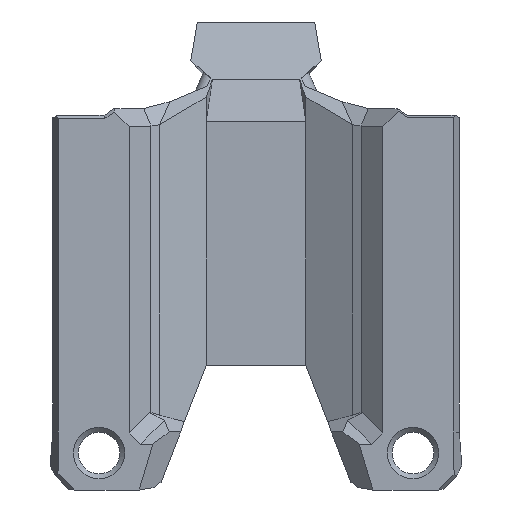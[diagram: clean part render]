
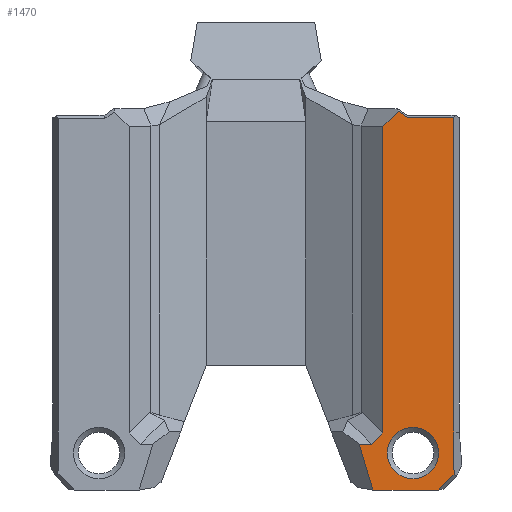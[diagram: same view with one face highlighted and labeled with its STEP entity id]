
A CAD part, front view. The second image highlights one B-rep face of the part: STEP entity #1470.
In plain terms, the highlighted face is planar.
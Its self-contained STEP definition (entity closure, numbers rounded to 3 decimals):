
#29=FACE_BOUND('',#128,.T.);
#33=CIRCLE('',#1563,2.1);
#50=FACE_OUTER_BOUND('',#127,.T.);
#127=EDGE_LOOP('',(#1003,#1004,#1005,#1006,#1007,#1008,#1009,#1010,#1011,
#1012,#1013));
#128=EDGE_LOOP('',(#1014));
#218=LINE('',#2074,#421);
#226=LINE('',#2089,#429);
#227=LINE('',#2092,#430);
#234=LINE('',#2106,#437);
#235=LINE('',#2108,#438);
#236=LINE('',#2110,#439);
#237=LINE('',#2112,#440);
#238=LINE('',#2114,#441);
#239=LINE('',#2116,#442);
#240=LINE('',#2118,#443);
#241=LINE('',#2119,#444);
#421=VECTOR('',#1676,1000.);
#429=VECTOR('',#1688,10.);
#430=VECTOR('',#1691,1000.);
#437=VECTOR('',#1702,1000.);
#438=VECTOR('',#1703,1000.);
#439=VECTOR('',#1704,1000.);
#440=VECTOR('',#1705,1000.);
#441=VECTOR('',#1706,1000.);
#442=VECTOR('',#1707,1000.);
#443=VECTOR('',#1708,1000.);
#444=VECTOR('',#1709,1000.);
#621=VERTEX_POINT('',#2071);
#622=VERTEX_POINT('',#2073);
#627=VERTEX_POINT('',#2087);
#628=VERTEX_POINT('',#2091);
#633=VERTEX_POINT('',#2105);
#634=VERTEX_POINT('',#2107);
#635=VERTEX_POINT('',#2109);
#636=VERTEX_POINT('',#2111);
#637=VERTEX_POINT('',#2113);
#638=VERTEX_POINT('',#2115);
#639=VERTEX_POINT('',#2117);
#640=VERTEX_POINT('',#2120);
#764=EDGE_CURVE('',#622,#621,#218,.T.);
#772=EDGE_CURVE('',#627,#621,#226,.T.);
#773=EDGE_CURVE('',#628,#622,#227,.T.);
#780=EDGE_CURVE('',#627,#633,#234,.T.);
#781=EDGE_CURVE('',#633,#634,#235,.T.);
#782=EDGE_CURVE('',#634,#635,#236,.T.);
#783=EDGE_CURVE('',#635,#636,#237,.T.);
#784=EDGE_CURVE('',#636,#637,#238,.T.);
#785=EDGE_CURVE('',#637,#638,#239,.T.);
#786=EDGE_CURVE('',#638,#639,#240,.T.);
#787=EDGE_CURVE('',#628,#639,#241,.T.);
#788=EDGE_CURVE('',#640,#640,#33,.T.);
#1003=ORIENTED_EDGE('',*,*,#772,.F.);
#1004=ORIENTED_EDGE('',*,*,#780,.T.);
#1005=ORIENTED_EDGE('',*,*,#781,.T.);
#1006=ORIENTED_EDGE('',*,*,#782,.T.);
#1007=ORIENTED_EDGE('',*,*,#783,.T.);
#1008=ORIENTED_EDGE('',*,*,#784,.T.);
#1009=ORIENTED_EDGE('',*,*,#785,.T.);
#1010=ORIENTED_EDGE('',*,*,#786,.T.);
#1011=ORIENTED_EDGE('',*,*,#787,.F.);
#1012=ORIENTED_EDGE('',*,*,#773,.T.);
#1013=ORIENTED_EDGE('',*,*,#764,.T.);
#1014=ORIENTED_EDGE('',*,*,#788,.T.);
#1399=PLANE('',#1562);
#1470=ADVANCED_FACE('',(#50,#29),#1399,.F.);
#1562=AXIS2_PLACEMENT_3D('',#2104,#1700,#1701);
#1563=AXIS2_PLACEMENT_3D('',#2121,#1710,#1711);
#1676=DIRECTION('',(0.,0.002,1.));
#1688=DIRECTION('',(0.,0.,-1.));
#1691=DIRECTION('',(0.,-0.707,0.707));
#1700=DIRECTION('center_axis',(1.,0.,0.));
#1701=DIRECTION('ref_axis',(0.,1.,0.));
#1702=DIRECTION('',(0.,1.,0.));
#1703=DIRECTION('',(0.,0.816,0.577));
#1704=DIRECTION('',(0.,0.728,-0.686));
#1705=DIRECTION('',(0.,0.,-1.));
#1706=DIRECTION('',(0.,0.707,-0.707));
#1707=DIRECTION('',(0.,1.,0.));
#1708=DIRECTION('',(0.,-0.284,-0.959));
#1709=DIRECTION('',(0.,1.,0.));
#1710=DIRECTION('center_axis',(1.,0.,0.));
#1711=DIRECTION('ref_axis',(0.,0.,-1.));
#2071=CARTESIAN_POINT('',(39.25,-16.205,41.299));
#2073=CARTESIAN_POINT('',(39.25,-16.213,37.825));
#2074=CARTESIAN_POINT('',(39.25,-16.205,41.298));
#2087=CARTESIAN_POINT('',(39.25,-16.205,67.04));
#2089=CARTESIAN_POINT('',(39.25,-16.205,0.));
#2091=CARTESIAN_POINT('',(39.25,-14.938,36.55));
#2092=CARTESIAN_POINT('',(39.25,-15.983,37.595));
#2104=CARTESIAN_POINT('Origin',(39.25,0.,0.));
#2105=CARTESIAN_POINT('',(39.25,-12.434,67.04));
#2106=CARTESIAN_POINT('',(39.25,-11.993,67.04));
#2107=CARTESIAN_POINT('',(39.25,-11.677,67.575));
#2108=CARTESIAN_POINT('',(39.25,-11.725,67.541));
#2109=CARTESIAN_POINT('',(39.25,-10.379,66.352));
#2110=CARTESIAN_POINT('',(39.25,-6.426,62.625));
#2111=CARTESIAN_POINT('',(39.25,-10.379,41.218));
#2112=CARTESIAN_POINT('',(39.25,-10.379,71.713));
#2113=CARTESIAN_POINT('',(39.25,-9.46,40.3));
#2114=CARTESIAN_POINT('',(39.25,15.42,15.42));
#2115=CARTESIAN_POINT('',(39.25,-8.455,40.3));
#2116=CARTESIAN_POINT('',(39.25,-2.54,40.3));
#2117=CARTESIAN_POINT('',(39.25,-9.564,36.55));
#2118=CARTESIAN_POINT('',(39.25,-18.738,5.543));
#2119=CARTESIAN_POINT('',(39.25,0.,36.55));
#2120=CARTESIAN_POINT('',(39.25,-12.85,37.475));
#2121=CARTESIAN_POINT('Origin',(39.25,-12.85,39.575));
